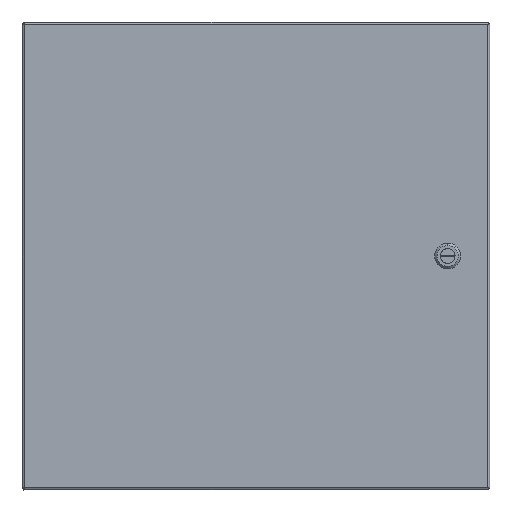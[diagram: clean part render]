
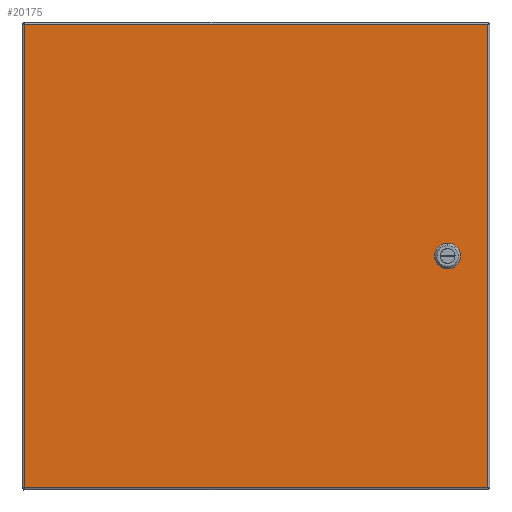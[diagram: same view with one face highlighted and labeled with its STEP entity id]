
A CAD part, front view. The second image highlights one B-rep face of the part: STEP entity #20175.
In plain terms, the highlighted planar face has unit normal (0, -1, 0).
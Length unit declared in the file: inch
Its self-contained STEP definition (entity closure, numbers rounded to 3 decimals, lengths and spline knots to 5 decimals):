
#1036 = LINE ( 'NONE', #11579, #12825 ) ;
#1438 = CARTESIAN_POINT ( 'NONE',  ( 8.5865, -8.821, -0.231 ) ) ;
#1530 = VERTEX_POINT ( 'NONE', #20326 ) ;
#1581 = DIRECTION ( 'NONE',  ( 0., 0., -1. ) ) ;
#1587 = VERTEX_POINT ( 'NONE', #7767 ) ;
#1712 = LINE ( 'NONE', #8604, #17869 ) ;
#2108 = CARTESIAN_POINT ( 'NONE',  ( 7.96, -8.821, -0.3955 ) ) ;
#2211 = VECTOR ( 'NONE', #18110, 39.37008 ) ;
#2576 = EDGE_CURVE ( 'NONE', #7801, #4640, #6102, .T. ) ;
#2601 = ORIENTED_EDGE ( 'NONE', *, *, #10659, .T. ) ;
#2698 = CARTESIAN_POINT ( 'NONE',  ( 9.901, -8.821, -9.8985 ) ) ;
#3244 = CARTESIAN_POINT ( 'NONE',  ( 8.422, -8.821, 0.3955 ) ) ;
#3453 = ORIENTED_EDGE ( 'NONE', *, *, #3932, .T. ) ;
#3546 = LINE ( 'NONE', #18860, #13795 ) ;
#3675 = VERTEX_POINT ( 'NONE', #16553 ) ;
#3758 = VERTEX_POINT ( 'NONE', #2108 ) ;
#3768 = VECTOR ( 'NONE', #4514, 39.37008 ) ;
#3932 = EDGE_CURVE ( 'NONE', #9906, #3675, #19195, .T. ) ;
#3990 = CARTESIAN_POINT ( 'NONE',  ( -9.896, -8.821, 9.8985 ) ) ;
#3991 = ORIENTED_EDGE ( 'NONE', *, *, #2576, .T. ) ;
#3999 = LINE ( 'NONE', #14010, #4502 ) ;
#4478 = CARTESIAN_POINT ( 'NONE',  ( 7.96, -8.821, 0.3955 ) ) ;
#4483 = EDGE_CURVE ( 'NONE', #1587, #3758, #1712, .T. ) ;
#4502 = VECTOR ( 'NONE', #14332, 39.37008 ) ;
#4509 = CARTESIAN_POINT ( 'NONE',  ( 9.901, -8.821, 9.8985 ) ) ;
#4514 = DIRECTION ( 'NONE',  ( 1., 0., 0. ) ) ;
#4640 = VERTEX_POINT ( 'NONE', #13609 ) ;
#4919 = FACE_BOUND ( 'NONE', #16589, .T. ) ;
#5290 = ORIENTED_EDGE ( 'NONE', *, *, #6557, .T. ) ;
#5444 = DIRECTION ( 'NONE',  ( 1., 0., 0. ) ) ;
#6102 = LINE ( 'NONE', #1438, #2211 ) ;
#6136 = DIRECTION ( 'NONE',  ( -0.707, 0., -0.707 ) ) ;
#6226 = VECTOR ( 'NONE', #21780, 39.37008 ) ;
#6370 = CARTESIAN_POINT ( 'NONE',  ( -9.896, -8.821, -9.8985 ) ) ;
#6557 = EDGE_CURVE ( 'NONE', #16407, #7801, #3546, .T. ) ;
#6902 = CARTESIAN_POINT ( 'NONE',  ( 7.7955, -8.821, 0.231 ) ) ;
#6914 = CARTESIAN_POINT ( 'NONE',  ( 7.7955, -8.821, -0.231 ) ) ;
#7555 = VECTOR ( 'NONE', #7636, 39.37008 ) ;
#7636 = DIRECTION ( 'NONE',  ( -1., 0., 0. ) ) ;
#7692 = DIRECTION ( 'NONE',  ( 0.707, 0., 0.707 ) ) ;
#7767 = CARTESIAN_POINT ( 'NONE',  ( 8.422, -8.821, -0.3955 ) ) ;
#7801 = VERTEX_POINT ( 'NONE', #19614 ) ;
#7956 = ORIENTED_EDGE ( 'NONE', *, *, #9363, .T. ) ;
#8604 = CARTESIAN_POINT ( 'NONE',  ( 7.96, -8.821, -0.3955 ) ) ;
#8674 = CARTESIAN_POINT ( 'NONE',  ( -9.896, -8.821, -9.8985 ) ) ;
#9363 = EDGE_CURVE ( 'NONE', #13877, #1530, #17931, .T. ) ;
#9507 = DIRECTION ( 'NONE',  ( -0.707, 0., 0.707 ) ) ;
#9702 = PLANE ( 'NONE',  #11614 ) ;
#9906 = VERTEX_POINT ( 'NONE', #4509 ) ;
#10659 = EDGE_CURVE ( 'NONE', #15437, #13877, #14911, .T. ) ;
#10863 = CARTESIAN_POINT ( 'NONE',  ( 8.422, -8.821, 0.3955 ) ) ;
#11376 = EDGE_CURVE ( 'NONE', #1530, #16407, #20961, .T. ) ;
#11579 = CARTESIAN_POINT ( 'NONE',  ( 8.5865, -8.821, -0.231 ) ) ;
#11614 = AXIS2_PLACEMENT_3D ( 'NONE', #14705, #18032, #1581 ) ;
#12233 = EDGE_CURVE ( 'NONE', #20076, #9906, #3999, .T. ) ;
#12629 = ORIENTED_EDGE ( 'NONE', *, *, #20197, .T. ) ;
#12694 = VECTOR ( 'NONE', #5444, 39.37008 ) ;
#12825 = VECTOR ( 'NONE', #6136, 39.37008 ) ;
#13028 = DIRECTION ( 'NONE',  ( 0., 0., -1. ) ) ;
#13156 = VERTEX_POINT ( 'NONE', #8674 ) ;
#13412 = ORIENTED_EDGE ( 'NONE', *, *, #11376, .T. ) ;
#13609 = CARTESIAN_POINT ( 'NONE',  ( 8.5865, -8.821, -0.231 ) ) ;
#13667 = CARTESIAN_POINT ( 'NONE',  ( -9.896, -8.821, -9.8985 ) ) ;
#13795 = VECTOR ( 'NONE', #18425, 39.37008 ) ;
#13877 = VERTEX_POINT ( 'NONE', #17290 ) ;
#14010 = CARTESIAN_POINT ( 'NONE',  ( 9.901, -8.821, -9.8985 ) ) ;
#14279 = ORIENTED_EDGE ( 'NONE', *, *, #19014, .T. ) ;
#14332 = DIRECTION ( 'NONE',  ( 0., 0., 1. ) ) ;
#14510 = LINE ( 'NONE', #21263, #19834 ) ;
#14705 = CARTESIAN_POINT ( 'NONE',  ( -9.896, -8.821, -9.8985 ) ) ;
#14911 = LINE ( 'NONE', #6902, #6226 ) ;
#15030 = FACE_OUTER_BOUND ( 'NONE', #18507, .T. ) ;
#15223 = VECTOR ( 'NONE', #7692, 39.37008 ) ;
#15437 = VERTEX_POINT ( 'NONE', #6914 ) ;
#15939 = EDGE_CURVE ( 'NONE', #3758, #15437, #14510, .T. ) ;
#16097 = ORIENTED_EDGE ( 'NONE', *, *, #15939, .T. ) ;
#16407 = VERTEX_POINT ( 'NONE', #3244 ) ;
#16553 = CARTESIAN_POINT ( 'NONE',  ( -9.896, -8.821, 9.8985 ) ) ;
#16589 = EDGE_LOOP ( 'NONE', ( #2601, #7956, #13412, #5290, #3991, #14279, #16631, #16097 ) ) ;
#16631 = ORIENTED_EDGE ( 'NONE', *, *, #4483, .T. ) ;
#17290 = CARTESIAN_POINT ( 'NONE',  ( 7.7955, -8.821, 0.231 ) ) ;
#17320 = ORIENTED_EDGE ( 'NONE', *, *, #12233, .T. ) ;
#17869 = VECTOR ( 'NONE', #18700, 39.37008 ) ;
#17931 = LINE ( 'NONE', #4478, #15223 ) ;
#18032 = DIRECTION ( 'NONE',  ( 0., -1., 0. ) ) ;
#18110 = DIRECTION ( 'NONE',  ( 0., 0., -1. ) ) ;
#18425 = DIRECTION ( 'NONE',  ( 0.707, 0., -0.707 ) ) ;
#18507 = EDGE_LOOP ( 'NONE', ( #17320, #3453, #12629, #21771 ) ) ;
#18700 = DIRECTION ( 'NONE',  ( -1., 0., 0. ) ) ;
#18860 = CARTESIAN_POINT ( 'NONE',  ( 8.422, -8.821, 0.3955 ) ) ;
#19014 = EDGE_CURVE ( 'NONE', #4640, #1587, #1036, .T. ) ;
#19195 = LINE ( 'NONE', #3990, #7555 ) ;
#19614 = CARTESIAN_POINT ( 'NONE',  ( 8.5865, -8.821, 0.231 ) ) ;
#19834 = VECTOR ( 'NONE', #9507, 39.37008 ) ;
#20076 = VERTEX_POINT ( 'NONE', #2698 ) ;
#20116 = VECTOR ( 'NONE', #13028, 39.37008 ) ;
#20175 = ADVANCED_FACE ( 'NONE', ( #15030, #4919 ), #9702, .T. ) ;
#20197 = EDGE_CURVE ( 'NONE', #3675, #13156, #21902, .T. ) ;
#20326 = CARTESIAN_POINT ( 'NONE',  ( 7.96, -8.821, 0.3955 ) ) ;
#20651 = LINE ( 'NONE', #13667, #12694 ) ;
#20728 = EDGE_CURVE ( 'NONE', #13156, #20076, #20651, .T. ) ;
#20961 = LINE ( 'NONE', #10863, #3768 ) ;
#21263 = CARTESIAN_POINT ( 'NONE',  ( 7.7955, -8.821, -0.231 ) ) ;
#21771 = ORIENTED_EDGE ( 'NONE', *, *, #20728, .T. ) ;
#21780 = DIRECTION ( 'NONE',  ( 0., 0., 1. ) ) ;
#21902 = LINE ( 'NONE', #6370, #20116 ) ;
